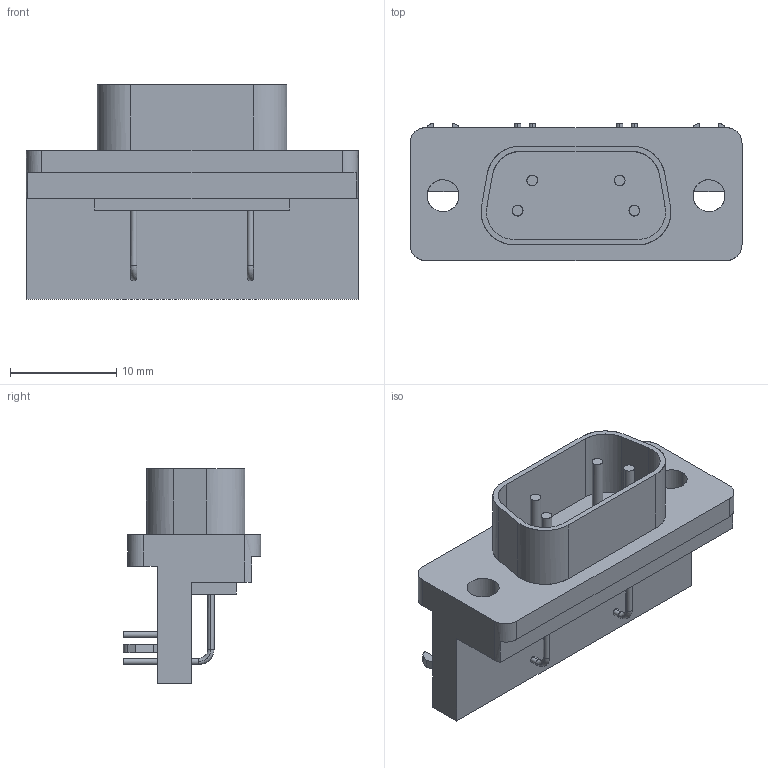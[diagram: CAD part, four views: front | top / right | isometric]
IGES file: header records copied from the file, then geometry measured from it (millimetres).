
Global section: file name: 0965_Dsub-S_low_profile_male_angled_9-pins_board_lock.igs; preprocessor: I-DEAS 3D IGES Translator 10; date: 20050824.115154; units: millimetre
Bounding box: 31.2 x 12.9 x 20.2 mm (x, y, z)
Surface area: 2640.9 mm2 (no closed solid volume)
Topology: 0 solids, 0 shells, 112 faces, 574 edges, 574 vertices
Faces by surface type: bspline 112
